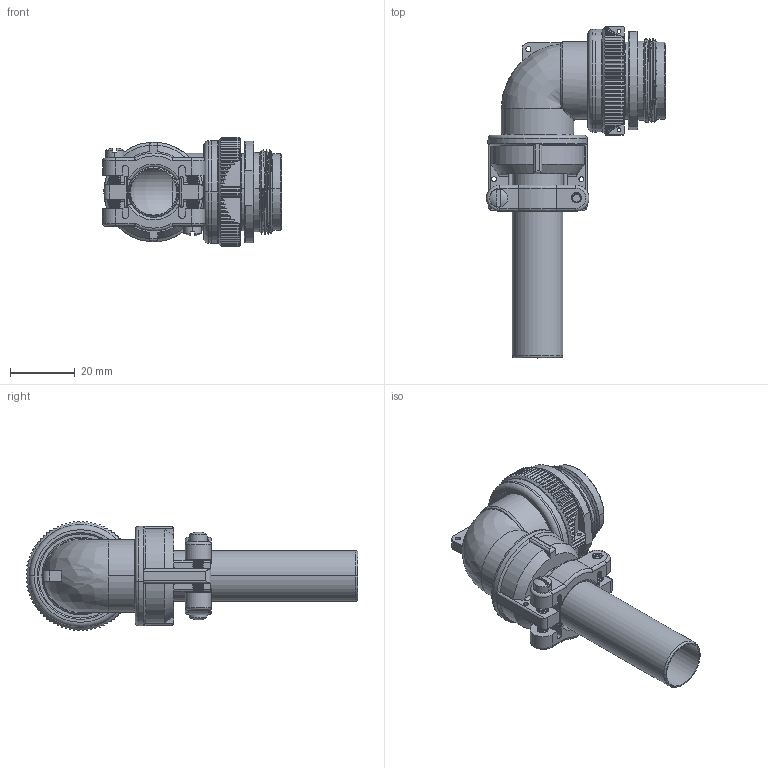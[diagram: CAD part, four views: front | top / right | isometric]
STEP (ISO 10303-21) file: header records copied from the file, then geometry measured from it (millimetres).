
FILE_DESCRIPTION((''),'2;1');
FILE_NAME('13304CG18','2019-04-02T09:29:56',('cgregory'),('NET AG system integration'),'CREO PARAMETRIC BY PTC INC, 2017260','CREO PARAMETRIC BY PTC INC, 2017260','');
FILE_SCHEMA(('AUTOMOTIVE_DESIGN { 1 0 10303 214 1 1 1 1 }'));
Length unit declared in the file: millimetre
Products named in the file (1): 13304CG18
Bounding box: 55.26 x 102.47 x 33.72 mm (x, y, z)
Surface area: 22817.5 mm2 (no closed solid volume)
Topology: 0 solids, 13 shells, 915 faces, 2886 edges, 1977 vertices
Faces by surface type: cylinder 420, plane 329, cone 98, bspline 41, torus 23, sphere 4
Entity records: 52370 total; most frequent: CARTESIAN_POINT 22719, ORIENTED_EDGE 5205, DIRECTION 3898, EDGE_CURVE 2886, VERTEX_POINT 1977, AXIS2_PLACEMENT_3D 1445, B_SPLINE_CURVE_WITH_KNOTS 1315, VECTOR 1005
